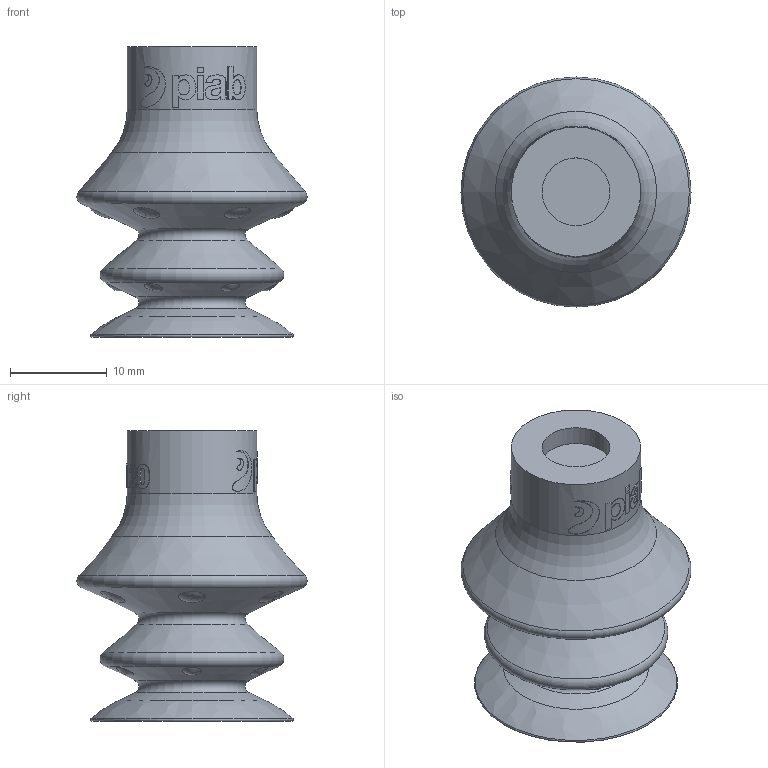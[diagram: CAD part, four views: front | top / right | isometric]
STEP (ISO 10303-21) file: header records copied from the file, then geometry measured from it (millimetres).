
FILE_DESCRIPTION( ( 'Unknown' ), '1' );
FILE_NAME( 'ISM-0900838.stp', 'Unknown', ( 'Unknown' ), ( 'Unknown' ), 'PSStep 17.0.49', 'Unknown', ' ' );
FILE_SCHEMA( ( 'AUTOMOTIVE_DESIGN { 1 0 10303 214 1 1 1 1 }' ) );
Length unit declared in the file: millimetre
Products named in the file (1): 1
Bounding box: 23.8 x 23.8 x 30 mm (x, y, z)
Volume: 6167.2 mm3; surface area: 2682.1 mm2
Topology: 1 solids, 1 shells, 211 faces, 561 edges, 370 vertices
Faces by surface type: bspline 115, plane 52, cylinder 21, revolution 12, torus 6, cone 5
Full cylindrical faces by diameter (mm): 7 x1, 13.4 x1
Entity records: 13389 total; most frequent: CARTESIAN_POINT 7513, ORIENTED_EDGE 1030, EDGE_CURVE 515, DIRECTION 454, VERTEX_POINT 369, B_SPLINE_CURVE_WITH_KNOTS 320, EDGE_LOOP 259, FACE_OUTER_BOUND 222
